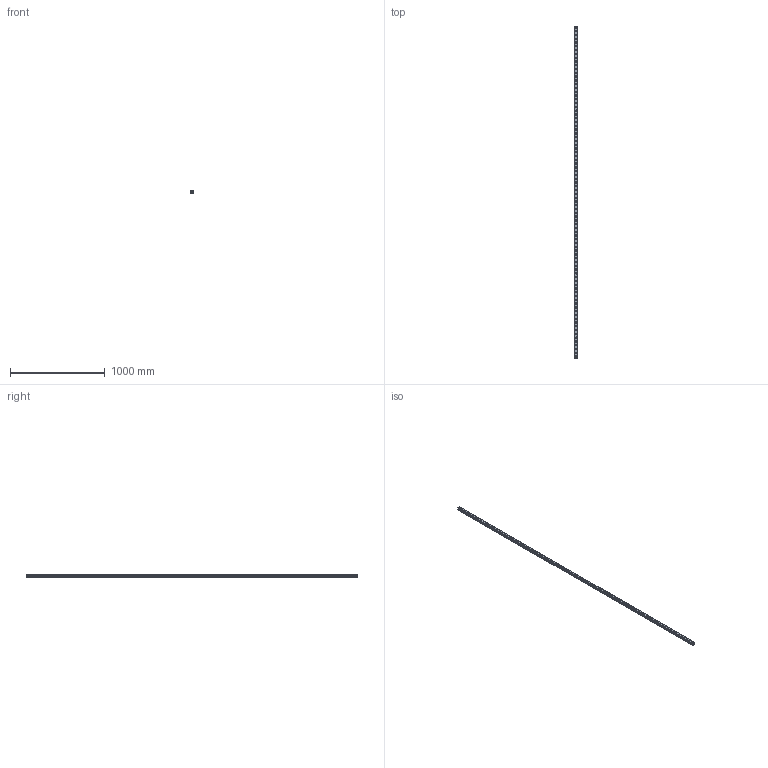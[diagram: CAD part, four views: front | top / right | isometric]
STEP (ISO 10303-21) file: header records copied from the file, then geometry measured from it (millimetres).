
FILE_DESCRIPTION(('STEP AP214'),'1');
FILE_NAME('cctmp_D7F44895-7D8B-490B-88F8-311EC39844AF_2021_03_11_13_28_56_0137..stp','2021-03-11T12:28:56',('HIWIN GmbH'),('CADClick - www.CADClick.com'),'Spatial InterOp 3D',' ','unknown authorization');
FILE_SCHEMA(('AUTOMOTIVE_DESIGN'));
Length unit declared in the file: millimetre
Products named in the file (1): RGR30R3510H_FILE
Bounding box: 28 x 3510 x 28 mm (x, y, z)
Volume: 2013592.4 mm3; surface area: 520653.3 mm2
Topology: 1 solids, 1 shells, 907 faces, 1911 edges, 1274 vertices
Faces by surface type: cylinder 546, plane 361
Entity records: 32097 total; most frequent: DIRECTION 4819, CARTESIAN_POINT 4093, ORIENTED_EDGE 3822, AXIS2_PLACEMENT_3D 2000, EDGE_CURVE 1911, VERTEX_POINT 1274, EDGE_LOOP 1175, CIRCLE 1092
